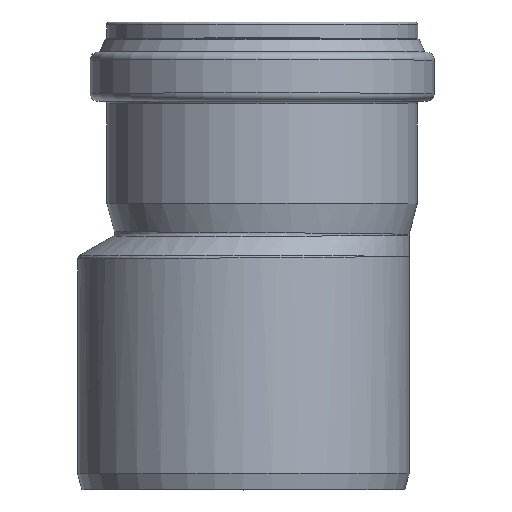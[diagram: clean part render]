
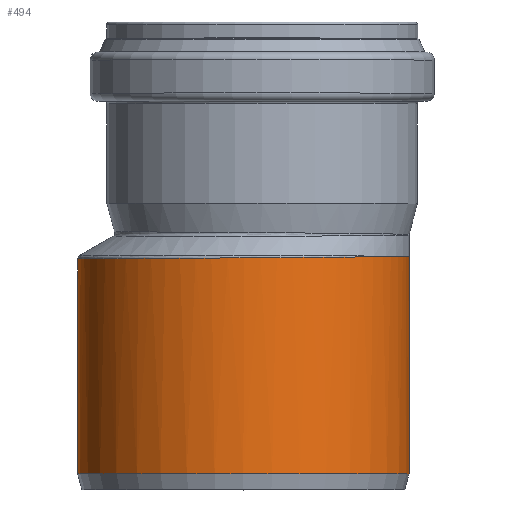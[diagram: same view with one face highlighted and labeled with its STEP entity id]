
A CAD part, top view. The second image highlights one B-rep face of the part: STEP entity #494.
In plain terms, the highlighted cylindrical face has radius 62.55 mm (diameter 125.1 mm), a full revolution.
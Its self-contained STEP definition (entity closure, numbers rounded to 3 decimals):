
#43=CYLINDRICAL_SURFACE('',#569,62.55);
#80=FACE_BOUND('',#245,.T.);
#127=CIRCLE('',#570,62.55);
#168=FACE_OUTER_BOUND('',#244,.T.);
#244=EDGE_LOOP('',(#446));
#245=EDGE_LOOP('',(#447));
#259=B_SPLINE_CURVE_WITH_KNOTS('',3,(#1560,#1561,#1562,#1563,#1564,#1565,
#1566,#1567,#1568,#1569,#1570,#1571,#1572,#1573,#1574,#1575,#1576,#1577,
#1578,#1579,#1580,#1581,#1582,#1583,#1584,#1585,#1586,#1587,#1588,#1589,
#1590,#1591,#1592,#1593,#1594,#1595,#1596,#1597,#1598),.UNSPECIFIED.,.T.,
 .F.,(4,2,1,1,1,1,1,1,1,1,1,1,1,1,1,1,1,1,1,1,1,1,1,1,1,1,1,1,1,1,1,1,1,
2,4),(-0.117,0.,1.896,2.844,3.792,
5.688,6.636,7.584,8.532,9.48,
11.375,12.323,13.271,14.219,15.167,
16.115,17.063,18.959,20.855,22.751,
23.699,24.647,25.595,26.543,27.491,
28.439,29.387,30.335,31.283,32.231,
34.126,34.6,35.074,37.918,38.044),
 .UNSPECIFIED.);
#268=VERTEX_POINT('',#1321);
#303=VERTEX_POINT('',#1721);
#316=EDGE_CURVE('',#268,#268,#259,.T.);
#352=EDGE_CURVE('',#303,#303,#127,.T.);
#446=ORIENTED_EDGE('',*,*,#316,.F.);
#447=ORIENTED_EDGE('',*,*,#352,.F.);
#494=ADVANCED_FACE('',(#168,#80),#43,.T.);
#569=AXIS2_PLACEMENT_3D('',#1720,#716,#717);
#570=AXIS2_PLACEMENT_3D('',#1722,#718,#719);
#716=DIRECTION('center_axis',(0.,-1.,0.));
#717=DIRECTION('ref_axis',(1.,0.,0.));
#718=DIRECTION('center_axis',(0.,-1.,0.));
#719=DIRECTION('ref_axis',(1.,0.,0.));
#1321=CARTESIAN_POINT('',(55.45,88.,0.));
#1560=CARTESIAN_POINT('Ctrl Pts',(55.45,88.,0.));
#1561=CARTESIAN_POINT('Ctrl Pts',(55.45,88.,-0.399));
#1562=CARTESIAN_POINT('Ctrl Pts',(55.446,88.,-0.798));
#1563=CARTESIAN_POINT('Ctrl Pts',(55.322,87.999,-7.675));
#1564=CARTESIAN_POINT('Ctrl Pts',(53.574,87.981,-17.482));
#1565=CARTESIAN_POINT('Ctrl Pts',(48.399,87.927,-29.395));
#1566=CARTESIAN_POINT('Ctrl Pts',(41.349,87.854,-40.502));
#1567=CARTESIAN_POINT('Ctrl Pts',(31.944,87.76,-49.631));
#1568=CARTESIAN_POINT('Ctrl Pts',(20.627,87.655,-56.353));
#1569=CARTESIAN_POINT('Ctrl Pts',(11.602,87.578,-59.956));
#1570=CARTESIAN_POINT('Ctrl Pts',(1.967,87.503,-62.146));
#1571=CARTESIAN_POINT('Ctrl Pts',(-11.009,87.411,-63.025));
#1572=CARTESIAN_POINT('Ctrl Pts',(-24.069,87.333,-60.823));
#1573=CARTESIAN_POINT('Ctrl Pts',(-36.034,87.272,-55.74));
#1574=CARTESIAN_POINT('Ctrl Pts',(-44.4,87.233,-50.53));
#1575=CARTESIAN_POINT('Ctrl Pts',(-51.751,87.201,-44.164));
#1576=CARTESIAN_POINT('Ctrl Pts',(-58.11,87.176,-36.642));
#1577=CARTESIAN_POINT('Ctrl Pts',(-63.158,87.157,-28.309));
#1578=CARTESIAN_POINT('Ctrl Pts',(-68.136,87.139,-16.212));
#1579=CARTESIAN_POINT('Ctrl Pts',(-70.655,87.131,0.014));
#1580=CARTESIAN_POINT('Ctrl Pts',(-67.637,87.141,19.446));
#1581=CARTESIAN_POINT('Ctrl Pts',(-60.157,87.168,34.241));
#1582=CARTESIAN_POINT('Ctrl Pts',(-51.755,87.201,44.159));
#1583=CARTESIAN_POINT('Ctrl Pts',(-44.302,87.233,50.601));
#1584=CARTESIAN_POINT('Ctrl Pts',(-36.049,87.272,55.735));
#1585=CARTESIAN_POINT('Ctrl Pts',(-26.961,87.318,59.583));
#1586=CARTESIAN_POINT('Ctrl Pts',(-17.509,87.372,61.933));
#1587=CARTESIAN_POINT('Ctrl Pts',(-7.725,87.434,62.806));
#1588=CARTESIAN_POINT('Ctrl Pts',(2.072,87.503,62.128));
#1589=CARTESIAN_POINT('Ctrl Pts',(11.57,87.578,59.969));
#1590=CARTESIAN_POINT('Ctrl Pts',(20.752,87.656,56.288));
#1591=CARTESIAN_POINT('Ctrl Pts',(31.903,87.759,49.659));
#1592=CARTESIAN_POINT('Ctrl Pts',(40.261,87.843,41.546));
#1593=CARTESIAN_POINT('Ctrl Pts',(45.769,87.9,33.54));
#1594=CARTESIAN_POINT('Ctrl Pts',(52.33,87.967,22.271));
#1595=CARTESIAN_POINT('Ctrl Pts',(55.244,87.998,10.996));
#1596=CARTESIAN_POINT('Ctrl Pts',(55.445,88.,0.859));
#1597=CARTESIAN_POINT('Ctrl Pts',(55.45,88.,0.429));
#1598=CARTESIAN_POINT('Ctrl Pts',(55.45,88.,0.));
#1720=CARTESIAN_POINT('Origin',(-7.1,47.,0.));
#1721=CARTESIAN_POINT('',(55.45,6.,0.));
#1722=CARTESIAN_POINT('Origin',(-7.1,6.,0.));
